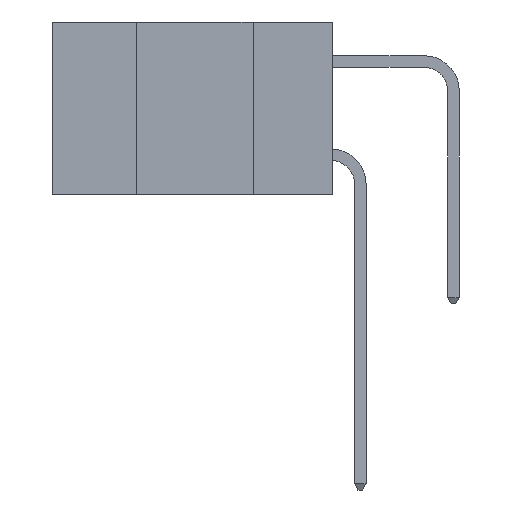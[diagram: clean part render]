
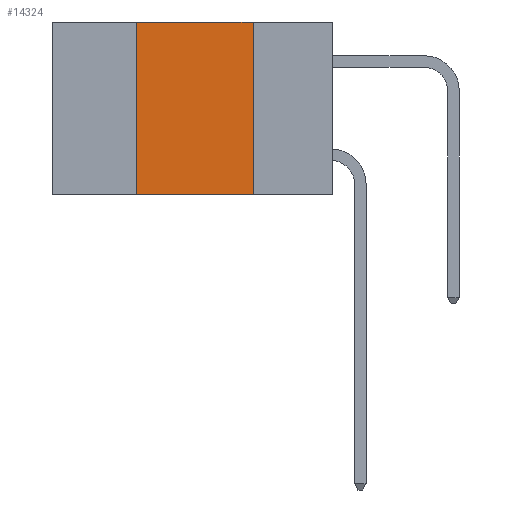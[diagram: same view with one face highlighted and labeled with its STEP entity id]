
A CAD part, left-side view. The second image highlights one B-rep face of the part: STEP entity #14324.
In plain terms, the highlighted planar face has unit normal (-1, 0, 0).
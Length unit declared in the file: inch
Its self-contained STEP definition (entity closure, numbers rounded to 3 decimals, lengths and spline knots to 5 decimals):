
#1563 = LINE ( 'NONE', #6312, #8345 ) ;
#1804 = LINE ( 'NONE', #18184, #3203 ) ;
#1983 = DIRECTION ( 'NONE',  ( 0., -1., 0. ) ) ;
#2207 = LINE ( 'NONE', #6627, #13099 ) ;
#2645 = EDGE_CURVE ( 'NONE', #17650, #3424, #11108, .T. ) ;
#2684 = DIRECTION ( 'NONE',  ( 1., 0., 0. ) ) ;
#3203 = VECTOR ( 'NONE', #9906, 39.37008 ) ;
#3424 = VERTEX_POINT ( 'NONE', #8288 ) ;
#3428 = EDGE_LOOP ( 'NONE', ( #12578, #13014, #6878, #4718 ) ) ;
#4718 = ORIENTED_EDGE ( 'NONE', *, *, #2645, .T. ) ;
#5562 = PLANE ( 'NONE',  #9143 ) ;
#5689 = VERTEX_POINT ( 'NONE', #12900 ) ;
#6312 = CARTESIAN_POINT ( 'NONE',  ( 0., 0.6, 0. ) ) ;
#6627 = CARTESIAN_POINT ( 'NONE',  ( 0., 0.17, -0.37 ) ) ;
#6878 = ORIENTED_EDGE ( 'NONE', *, *, #12518, .F. ) ;
#7826 = VECTOR ( 'NONE', #16614, 39.37008 ) ;
#8288 = CARTESIAN_POINT ( 'NONE',  ( 0., 0.17, -0.37 ) ) ;
#8345 = VECTOR ( 'NONE', #1983, 39.37008 ) ;
#9143 = AXIS2_PLACEMENT_3D ( 'NONE', #11215, #2684, #12611 ) ;
#9555 = CARTESIAN_POINT ( 'NONE',  ( 0., 0.42, -0.37 ) ) ;
#9906 = DIRECTION ( 'NONE',  ( 0., 0., 1. ) ) ;
#11108 = LINE ( 'NONE', #16609, #7826 ) ;
#11215 = CARTESIAN_POINT ( 'NONE',  ( 0., 0.6, 0. ) ) ;
#11404 = VERTEX_POINT ( 'NONE', #17022 ) ;
#12518 = EDGE_CURVE ( 'NONE', #17650, #5689, #1804, .T. ) ;
#12578 = ORIENTED_EDGE ( 'NONE', *, *, #17617, .F. ) ;
#12611 = DIRECTION ( 'NONE',  ( 0., 0., -1. ) ) ;
#12822 = EDGE_CURVE ( 'NONE', #5689, #11404, #1563, .T. ) ;
#12900 = CARTESIAN_POINT ( 'NONE',  ( 0., 0.42, 0. ) ) ;
#13014 = ORIENTED_EDGE ( 'NONE', *, *, #12822, .F. ) ;
#13099 = VECTOR ( 'NONE', #13499, 39.37008 ) ;
#13499 = DIRECTION ( 'NONE',  ( 0., 0., -1. ) ) ;
#14324 = ADVANCED_FACE ( 'NONE', ( #18171 ), #5562, .F. ) ;
#16609 = CARTESIAN_POINT ( 'NONE',  ( 0., 0.6, -0.37 ) ) ;
#16614 = DIRECTION ( 'NONE',  ( 0., -1., 0. ) ) ;
#17022 = CARTESIAN_POINT ( 'NONE',  ( 0., 0.17, 0. ) ) ;
#17617 = EDGE_CURVE ( 'NONE', #11404, #3424, #2207, .T. ) ;
#17650 = VERTEX_POINT ( 'NONE', #9555 ) ;
#18171 = FACE_OUTER_BOUND ( 'NONE', #3428, .T. ) ;
#18184 = CARTESIAN_POINT ( 'NONE',  ( 0., 0.42, -0.37 ) ) ;
